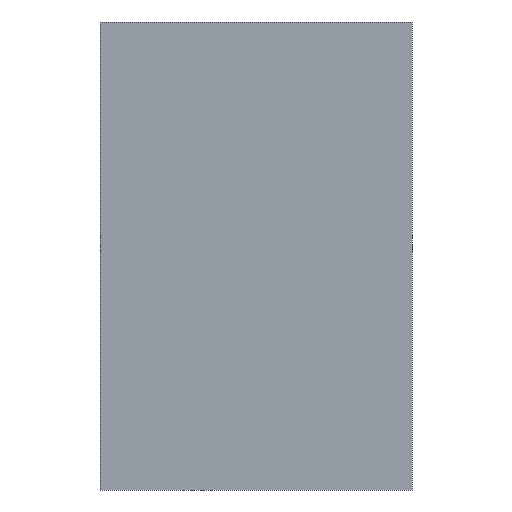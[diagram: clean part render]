
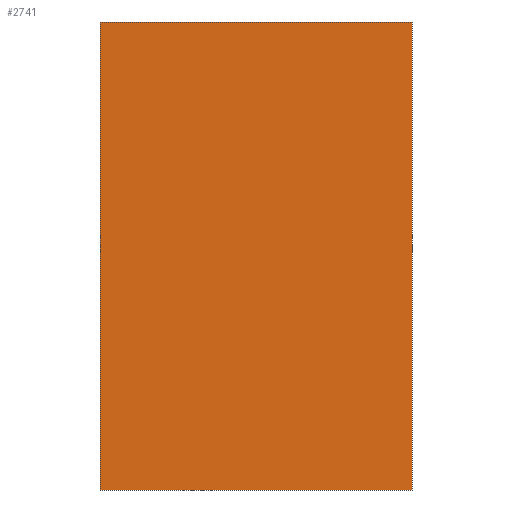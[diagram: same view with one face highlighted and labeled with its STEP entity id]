
A CAD part, front view. The second image highlights one B-rep face of the part: STEP entity #2741.
In plain terms, the highlighted planar face has unit normal (0, -1, 0).
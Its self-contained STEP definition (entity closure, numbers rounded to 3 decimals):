
#2634=CARTESIAN_POINT('POINT9',(-10.,0.,15.));
#2635=VERTEX_POINT('VERTEX9',#2634);
#2643=CARTESIAN_POINT('POINT10',(-10.,0.,-15.));
#2644=VERTEX_POINT('VERTEX10',#2643);
#2651=CARTESIAN_POINT('POS11',(-10.,0.,-7.5));
#2652=DIRECTION('DIR14',(0.,0.,1.));
#2653=VECTOR('VEC8',#2652,1.);
#2654=LINE('STRAIGHT8',#2651,#2653);
#2655=EDGE_CURVE('EDGE13',#2644,#2635,#2654,.T.);
#2665=CARTESIAN_POINT('POINT11',(10.,0.,15.));
#2666=VERTEX_POINT('VERTEX11',#2665);
#2675=CARTESIAN_POINT('POS14',(-5.,0.,15.));
#2676=DIRECTION('DIR18',(1.,0.,0.));
#2677=VECTOR('VEC10',#2676,1.);
#2678=LINE('STRAIGHT10',#2675,#2677);
#2679=EDGE_CURVE('EDGE15',#2635,#2666,#2678,.T.);
#2689=CARTESIAN_POINT('POINT12',(10.,0.,-15.));
#2690=VERTEX_POINT('VERTEX12',#2689);
#2699=CARTESIAN_POINT('POS17',(10.,0.,7.5));
#2700=DIRECTION('DIR22',(0.,0.,-1.));
#2701=VECTOR('VEC12',#2700,1.);
#2702=LINE('STRAIGHT12',#2699,#2701);
#2703=EDGE_CURVE('EDGE17',#2666,#2690,#2702,.T.);
#2716=CARTESIAN_POINT('POS19',(5.,0.,-15.));
#2717=DIRECTION('DIR25',(-1.,0.,0.));
#2718=VECTOR('VEC13',#2717,1.);
#2719=LINE('STRAIGHT13',#2716,#2718);
#2720=EDGE_CURVE('EDGE18',#2690,#2644,#2719,.T.);
#2730=ORIENTED_EDGE('COEDGE33',*,*,#2720,.F.);
#2731=ORIENTED_EDGE('COEDGE34',*,*,#2703,.F.);
#2732=ORIENTED_EDGE('COEDGE35',*,*,#2679,.F.);
#2733=ORIENTED_EDGE('COEDGE36',*,*,#2655,.F.);
#2734=EDGE_LOOP('NONE',(#2730,#2731,#2732,#2733));
#2735=FACE_BOUND('LOOP1',#2734,.T.);
#2736=CARTESIAN_POINT('POS21',(0.,0.,0.));
#2737=DIRECTION('DIR28',(0.,1.,0.));
#2738=DIRECTION('DIR29',(1.,0.,0.));
#2739=AXIS2_PLACEMENT_3D('AXIS8',#2736,#2737,#2738);
#2740=PLANE('PLANE7',#2739);
#2741=ADVANCED_FACE('FACE9',(#2735),#2740,.F.);
